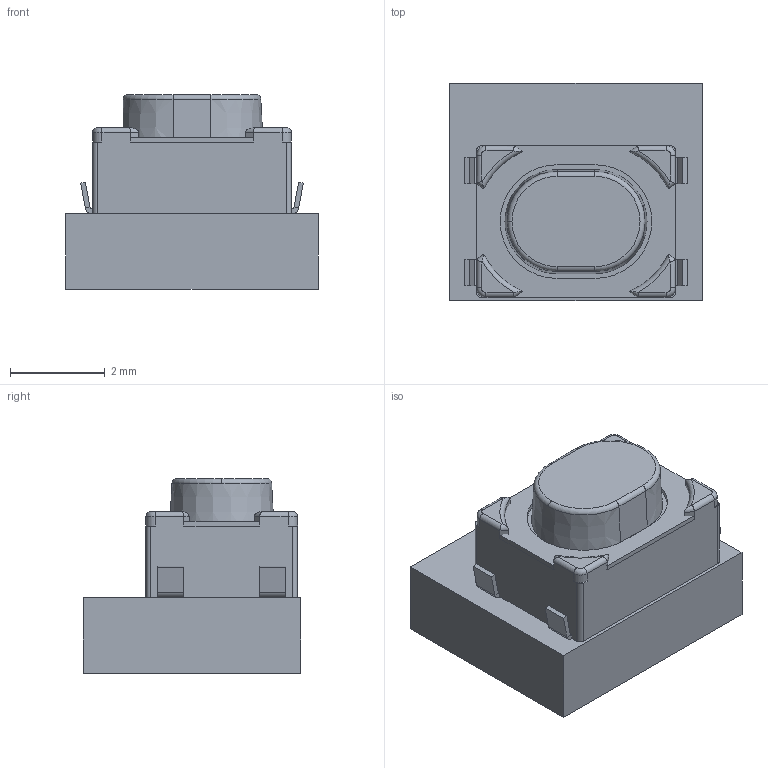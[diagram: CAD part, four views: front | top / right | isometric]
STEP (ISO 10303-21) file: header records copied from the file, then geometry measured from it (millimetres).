
FILE_DESCRIPTION(('Designed by EasyEDA Pro'),'2;1');
FILE_NAME('Open CASCADE Shape Model','2022-11-22T13:44:56',('Author'),( 'Open CASCADE'),'Open CASCADE STEP processor 7.6','Open CASCADE 7.6' ,'Unknown');
FILE_SCHEMA(('AUTOMOTIVE_DESIGN { 1 0 10303 214 1 1 1 1 }'));
Length unit declared in the file: millimetre
Products named in the file (5): PCBModel; COMPOUND; SW1; KEY-SMD_4P-L4.2-W3.2-P2.20-LS4.6
Assembly tree (4 placements, depth 4):
  PCBModel
    COMPOUND
    SW1
      KEY-SMD_4P-L4.2-W3.2-P2.20-LS4.6
        COMPOUND
Bounding box: 5.33 x 4.58 x 4.11 mm (x, y, z)
Volume: 65.8 mm3; surface area: 157.4 mm2
Topology: 3 solids, 3 shells, 421 faces, 1120 edges, 732 vertices
Faces by surface type: plane 254, bspline 112, cylinder 41, torus 11, cone 3
Entity records: 18116 total; most frequent: CARTESIAN_POINT 4506, ORIENTED_EDGE 2240, DIRECTION 1581, EDGE_CURVE 1120, LINE 799, VECTOR 799, VERTEX_POINT 732, FACE_BOUND 450
